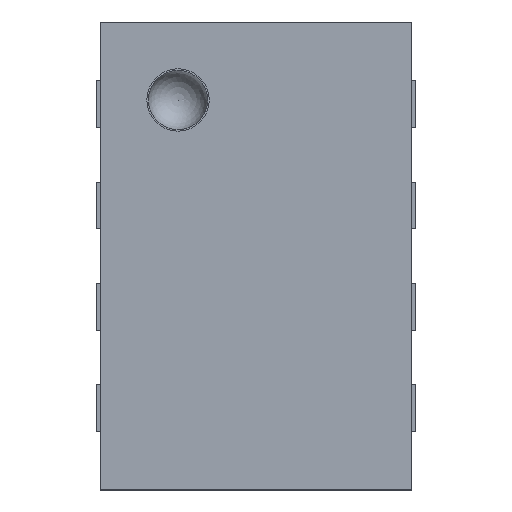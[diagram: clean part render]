
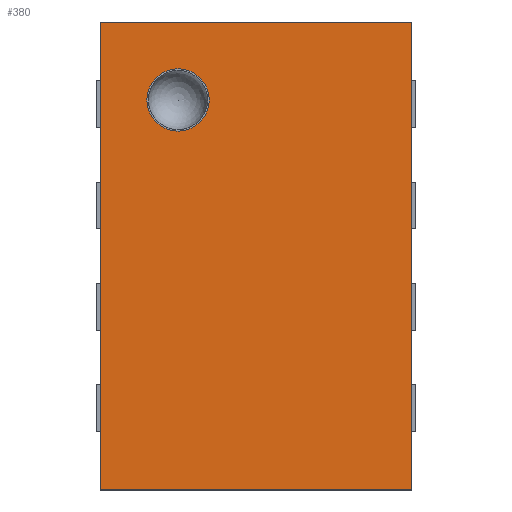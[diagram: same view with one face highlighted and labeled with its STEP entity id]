
A CAD part, top view. The second image highlights one B-rep face of the part: STEP entity #380.
In plain terms, the highlighted planar face has unit normal (0, 0, 1).
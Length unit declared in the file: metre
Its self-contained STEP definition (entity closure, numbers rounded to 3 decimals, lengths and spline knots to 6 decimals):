
#238 = EDGE_CURVE( '', #629, #630, #631, .T. );
#328 = EDGE_CURVE( '', #783, #763, #784, .T. );
#346 = EDGE_CURVE( '', #809, #809, #810, .T. );
#364 = EDGE_CURVE( '', #763, #630, #835, .T. );
#380 = ADVANCED_FACE( '', ( #857, #858 ), #859, .T. );
#406 = EDGE_CURVE( '', #783, #629, #896, .T. );
#629 = VERTEX_POINT( '', #1158 );
#630 = VERTEX_POINT( '', #1159 );
#631 = LINE( '', #1160, #1161 );
#763 = VERTEX_POINT( '', #1337 );
#783 = VERTEX_POINT( '', #1369 );
#784 = LINE( '', #1370, #1371 );
#809 = VERTEX_POINT( '', #1403 );
#810 = CIRCLE( '', #1404, 0.0002 );
#835 = LINE( '', #1444, #1445 );
#857 = FACE_OUTER_BOUND( '', #1475, .T. );
#858 = FACE_BOUND( '', #1476, .T. );
#859 = PLANE( '', #1477 );
#896 = LINE( '', #1527, #1528 );
#1158 = CARTESIAN_POINT( '', ( 0.001, -0.0015, 0.00082 ) );
#1159 = CARTESIAN_POINT( '', ( 0.001, 0.0015, 0.00082 ) );
#1160 = CARTESIAN_POINT( '', ( 0.001, -0.0015, 0.00082 ) );
#1161 = VECTOR( '', #1852, 1. );
#1337 = CARTESIAN_POINT( '', ( -0.001, 0.0015, 0.00082 ) );
#1369 = CARTESIAN_POINT( '', ( -0.001, -0.0015, 0.00082 ) );
#1370 = CARTESIAN_POINT( '', ( -0.001, -0.0015, 0.00082 ) );
#1371 = VECTOR( '', #2011, 1. );
#1403 = CARTESIAN_POINT( '', ( -0.0003, 0.001, 0.00082 ) );
#1404 = AXIS2_PLACEMENT_3D( '', #2055, #2056, #2057 );
#1444 = CARTESIAN_POINT( '', ( -0.001, 0.0015, 0.00082 ) );
#1445 = VECTOR( '', #2071, 1. );
#1475 = EDGE_LOOP( '', ( #2101, #2102, #2103, #2104 ) );
#1476 = EDGE_LOOP( '', ( #2105 ) );
#1477 = AXIS2_PLACEMENT_3D( '', #2106, #2107, #2108 );
#1527 = CARTESIAN_POINT( '', ( -0.001, -0.0015, 0.00082 ) );
#1528 = VECTOR( '', #2161, 1. );
#1852 = DIRECTION( '', ( 0., 1., 0. ) );
#2011 = DIRECTION( '', ( 0., 1., 0. ) );
#2055 = CARTESIAN_POINT( '', ( -0.0005, 0.001, 0.00082 ) );
#2056 = DIRECTION( '', ( 0., 0., 1. ) );
#2057 = DIRECTION( '', ( 1., 0., 0. ) );
#2071 = DIRECTION( '', ( 1., 0., 0. ) );
#2101 = ORIENTED_EDGE( '', *, *, #328, .F. );
#2102 = ORIENTED_EDGE( '', *, *, #406, .T. );
#2103 = ORIENTED_EDGE( '', *, *, #238, .T. );
#2104 = ORIENTED_EDGE( '', *, *, #364, .F. );
#2105 = ORIENTED_EDGE( '', *, *, #346, .F. );
#2106 = CARTESIAN_POINT( '', ( -0.001, -0.0015, 0.00082 ) );
#2107 = DIRECTION( '', ( 0., 0., 1. ) );
#2108 = DIRECTION( '', ( 1., 0., 0. ) );
#2161 = DIRECTION( '', ( 1., 0., 0. ) );
